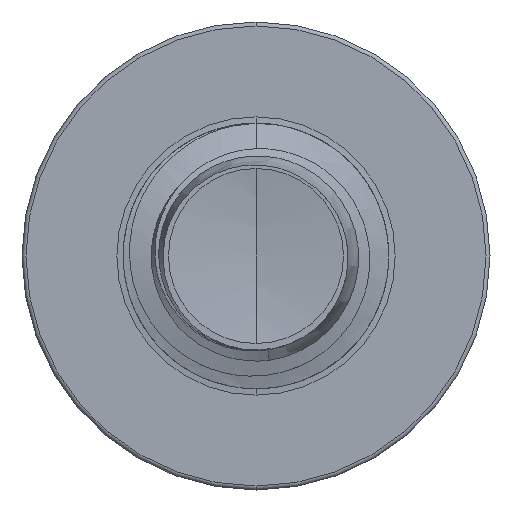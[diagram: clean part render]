
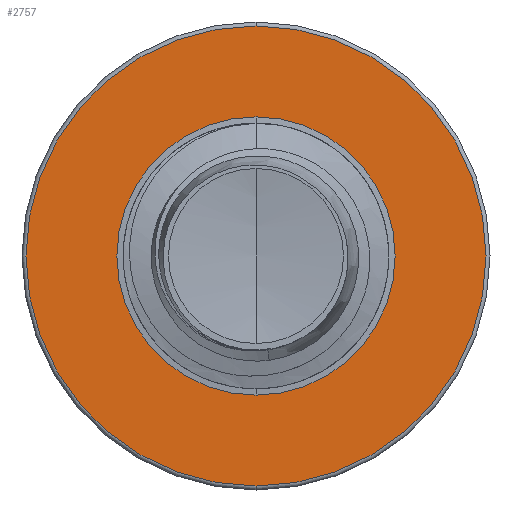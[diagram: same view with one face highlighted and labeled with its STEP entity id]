
A CAD part, front view. The second image highlights one B-rep face of the part: STEP entity #2757.
In plain terms, the highlighted planar face has unit normal (0, -1, 0).
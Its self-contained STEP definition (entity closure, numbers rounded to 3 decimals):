
#352 = PLANE ( 'NONE',  #10205 ) ;
#593 = DIRECTION ( 'NONE',  ( 0., 0., 1. ) ) ;
#2267 = ORIENTED_EDGE ( 'NONE', *, *, #7740, .T. ) ;
#2295 = CARTESIAN_POINT ( 'NONE',  ( 0., 20., 0. ) ) ;
#2363 = DIRECTION ( 'NONE',  ( 0., 1., 0. ) ) ;
#2518 = ORIENTED_EDGE ( 'NONE', *, *, #16646, .F. ) ;
#2757 = ADVANCED_FACE ( 'NONE', ( #24361, #4512 ), #352, .F. ) ;
#2816 = CIRCLE ( 'NONE', #3280, 6.93 ) ;
#3280 = AXIS2_PLACEMENT_3D ( 'NONE', #23492, #12288, #593 ) ;
#3316 = CARTESIAN_POINT ( 'NONE',  ( 0., 20., 0. ) ) ;
#4015 = VERTEX_POINT ( 'NONE', #11170 ) ;
#4297 = DIRECTION ( 'NONE',  ( 0., 0., 1. ) ) ;
#4512 = FACE_BOUND ( 'NONE', #7815, .T. ) ;
#5296 = DIRECTION ( 'NONE',  ( 0., 0., 1. ) ) ;
#6392 = ORIENTED_EDGE ( 'NONE', *, *, #20597, .T. ) ;
#7740 = EDGE_CURVE ( 'NONE', #24252, #19368, #16116, .T. ) ;
#7815 = EDGE_LOOP ( 'NONE', ( #6392, #2267 ) ) ;
#8980 = AXIS2_PLACEMENT_3D ( 'NONE', #2295, #15720, #4297 ) ;
#9231 = DIRECTION ( 'NONE',  ( 0., 1., 0. ) ) ;
#10205 = AXIS2_PLACEMENT_3D ( 'NONE', #13956, #2363, #15784 ) ;
#11170 = CARTESIAN_POINT ( 'NONE',  ( 0., 20., -6.93 ) ) ;
#11548 = EDGE_LOOP ( 'NONE', ( #2518, #21487 ) ) ;
#11718 = CARTESIAN_POINT ( 'NONE',  ( 0., 20., -4.192 ) ) ;
#11891 = CARTESIAN_POINT ( 'NONE',  ( 0., 20., 6.93 ) ) ;
#12288 = DIRECTION ( 'NONE',  ( 0., 1., 0. ) ) ;
#12964 = AXIS2_PLACEMENT_3D ( 'NONE', #3316, #16659, #5296 ) ;
#13882 = CARTESIAN_POINT ( 'NONE',  ( 0., 20., 4.192 ) ) ;
#13956 = CARTESIAN_POINT ( 'NONE',  ( 0., 20., -4.192 ) ) ;
#14214 = AXIS2_PLACEMENT_3D ( 'NONE', #20498, #9231, #22382 ) ;
#15720 = DIRECTION ( 'NONE',  ( 0., 1., 0. ) ) ;
#15784 = DIRECTION ( 'NONE',  ( 0., 0., 1. ) ) ;
#16116 = CIRCLE ( 'NONE', #8980, 4.192 ) ;
#16646 = EDGE_CURVE ( 'NONE', #17839, #4015, #2816, .T. ) ;
#16659 = DIRECTION ( 'NONE',  ( 0., 1., 0. ) ) ;
#17839 = VERTEX_POINT ( 'NONE', #11891 ) ;
#18325 = CIRCLE ( 'NONE', #12964, 4.192 ) ;
#19368 = VERTEX_POINT ( 'NONE', #13882 ) ;
#20498 = CARTESIAN_POINT ( 'NONE',  ( 0., 20., 0. ) ) ;
#20597 = EDGE_CURVE ( 'NONE', #19368, #24252, #18325, .T. ) ;
#20634 = EDGE_CURVE ( 'NONE', #4015, #17839, #22199, .T. ) ;
#21487 = ORIENTED_EDGE ( 'NONE', *, *, #20634, .F. ) ;
#22199 = CIRCLE ( 'NONE', #14214, 6.93 ) ;
#22382 = DIRECTION ( 'NONE',  ( 0., 0., 1. ) ) ;
#23492 = CARTESIAN_POINT ( 'NONE',  ( 0., 20., 0. ) ) ;
#24252 = VERTEX_POINT ( 'NONE', #11718 ) ;
#24361 = FACE_OUTER_BOUND ( 'NONE', #11548, .T. ) ;
